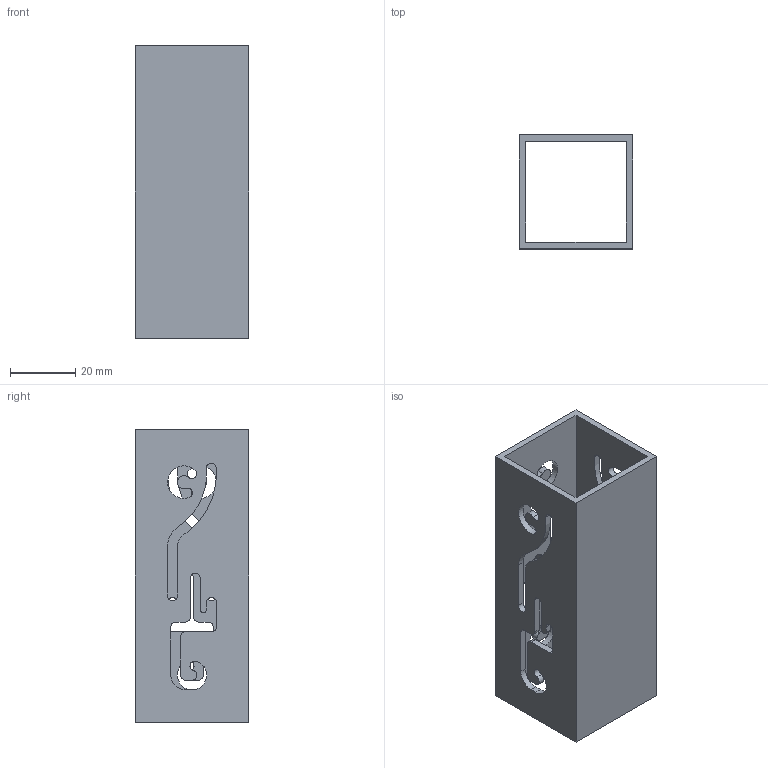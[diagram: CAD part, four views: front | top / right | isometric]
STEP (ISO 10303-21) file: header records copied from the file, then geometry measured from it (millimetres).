
FILE_DESCRIPTION(('CATIA V5 STEP Exchange'),'2;1');
FILE_NAME('Pierre 3.stp','2019-04-12T06:36:39+00:00',('none'),('none'),'CATIA Version 5 Release 20 GA (IN-10)','CATIA V5 STEP AP203','none');
FILE_SCHEMA(('CONFIG_CONTROL_DESIGN'));
Length unit declared in the file: millimetre
Products named in the file (1): Pierre 3
Bounding box: 35 x 35 x 90 mm (x, y, z)
Volume: 21407.7 mm3; surface area: 23503.7 mm2
Topology: 1 solids, 1 shells, 112 faces, 330 edges, 220 vertices
Faces by surface type: cylinder 66, plane 46
Entity records: 3700 total; most frequent: ORIENTED_EDGE 660, CARTESIAN_POINT 656, DIRECTION 540, EDGE_CURVE 330, AXIS2_PLACEMENT_3D 238, VERTEX_POINT 220, VECTOR 198, LINE 198
